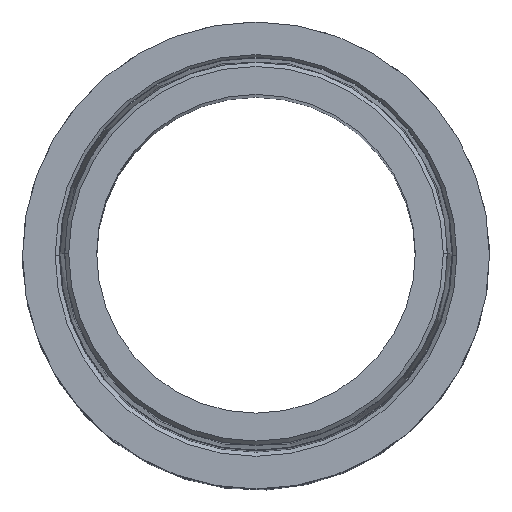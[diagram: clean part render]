
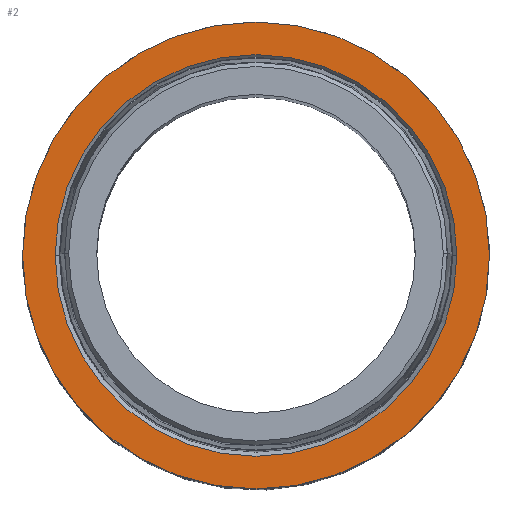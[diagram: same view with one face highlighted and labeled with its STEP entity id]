
A CAD part, top view. The second image highlights one B-rep face of the part: STEP entity #2.
In plain terms, the highlighted planar face has unit normal (0, 0, 1).
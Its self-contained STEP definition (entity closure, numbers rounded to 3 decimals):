
#2 = ADVANCED_FACE ( 'NONE', ( #1158, #1157 ), #1156, .F. ) ;
#47 = EDGE_CURVE ( 'NONE', #74, #107, #1351, .T. ) ;
#48 = ORIENTED_EDGE ( 'NONE', *, *, #75, .F. ) ;
#49 = EDGE_CURVE ( 'NONE', #92, #110, #1360, .T. ) ;
#53 = EDGE_LOOP ( 'NONE', ( #54, #48 ) ) ;
#54 = ORIENTED_EDGE ( 'NONE', *, *, #47, .F. ) ;
#69 = ORIENTED_EDGE ( 'NONE', *, *, #49, .T. ) ;
#74 = VERTEX_POINT ( 'NONE', #1366 ) ;
#75 = EDGE_CURVE ( 'NONE', #107, #74, #1385, .T. ) ;
#92 = VERTEX_POINT ( 'NONE', #1403 ) ;
#95 = EDGE_CURVE ( 'NONE', #110, #92, #1415, .T. ) ;
#107 = VERTEX_POINT ( 'NONE', #278 ) ;
#110 = VERTEX_POINT ( 'NONE', #275 ) ;
#275 = CARTESIAN_POINT ( 'NONE',  ( 20., 0., 0. ) ) ;
#278 = CARTESIAN_POINT ( 'NONE',  ( -17.205, 0., 0. ) ) ;
#1156 = PLANE ( 'NONE',  #1296 ) ;
#1157 = FACE_BOUND ( 'NONE', #53, .T. ) ;
#1158 = FACE_OUTER_BOUND ( 'NONE', #1812, .T. ) ;
#1290 = DIRECTION ( 'NONE',  ( 0., 0., -1. ) ) ;
#1292 = DIRECTION ( 'NONE',  ( 0., 0., 1. ) ) ;
#1294 = DIRECTION ( 'NONE',  ( -1., 0., 0. ) ) ;
#1296 = AXIS2_PLACEMENT_3D ( 'NONE', #1297, #1290, #1294 ) ;
#1297 = CARTESIAN_POINT ( 'NONE',  ( 0., 20., 0. ) ) ;
#1309 = DIRECTION ( 'NONE',  ( 1., 0., 0. ) ) ;
#1328 = DIRECTION ( 'NONE',  ( 1., 0., 0. ) ) ;
#1349 = CARTESIAN_POINT ( 'NONE',  ( 0., 0., 0. ) ) ;
#1350 = AXIS2_PLACEMENT_3D ( 'NONE', #1349, #1292, #1309 ) ;
#1351 = CIRCLE ( 'NONE', #1350, 17.205 ) ;
#1357 = DIRECTION ( 'NONE',  ( 1., 0., 0. ) ) ;
#1358 = DIRECTION ( 'NONE',  ( 0., 0., 1. ) ) ;
#1359 = AXIS2_PLACEMENT_3D ( 'NONE', #1362, #1358, #1357 ) ;
#1360 = CIRCLE ( 'NONE', #1359, 20. ) ;
#1362 = CARTESIAN_POINT ( 'NONE',  ( 0., 0., 0. ) ) ;
#1366 = CARTESIAN_POINT ( 'NONE',  ( 17.205, 0., 0. ) ) ;
#1381 = DIRECTION ( 'NONE',  ( 1., 0., 0. ) ) ;
#1382 = DIRECTION ( 'NONE',  ( 0., 0., 1. ) ) ;
#1383 = CARTESIAN_POINT ( 'NONE',  ( 0., 0., 0. ) ) ;
#1384 = AXIS2_PLACEMENT_3D ( 'NONE', #1383, #1382, #1381 ) ;
#1385 = CIRCLE ( 'NONE', #1384, 17.205 ) ;
#1403 = CARTESIAN_POINT ( 'NONE',  ( -20., 0., 0. ) ) ;
#1412 = DIRECTION ( 'NONE',  ( 0., 0., 1. ) ) ;
#1413 = CARTESIAN_POINT ( 'NONE',  ( 0., 0., 0. ) ) ;
#1414 = AXIS2_PLACEMENT_3D ( 'NONE', #1413, #1412, #1328 ) ;
#1415 = CIRCLE ( 'NONE', #1414, 20. ) ;
#1784 = ORIENTED_EDGE ( 'NONE', *, *, #95, .T. ) ;
#1812 = EDGE_LOOP ( 'NONE', ( #1784, #69 ) ) ;
